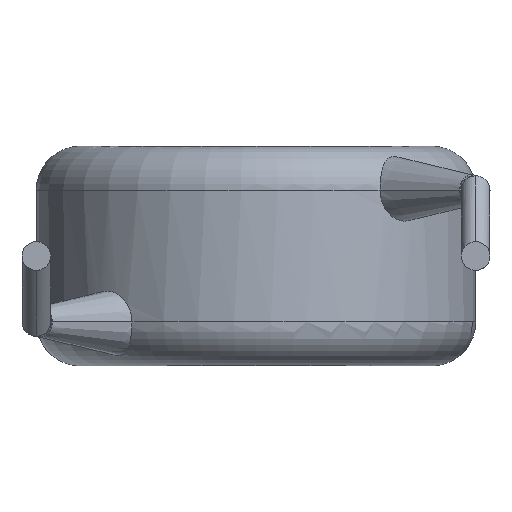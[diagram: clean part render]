
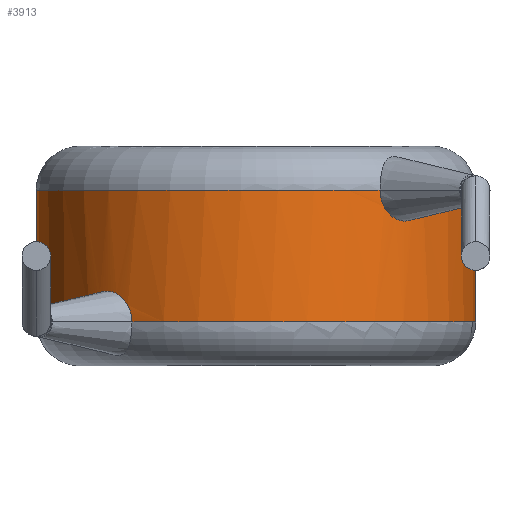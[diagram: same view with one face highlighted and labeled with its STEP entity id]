
A CAD part, front view. The second image highlights one B-rep face of the part: STEP entity #3913.
In plain terms, the highlighted cylindrical face has radius 5 mm (diameter 10 mm), a partial arc.
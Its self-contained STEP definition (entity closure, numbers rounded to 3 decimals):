
#19 = B_SPLINE_CURVE_WITH_KNOTS ( 'NONE', 3,
 ( #809, #1110, #3716, #475, #2757, #3391, #3028, #183, #1424, #795, #1789, #2726, #2091, #3071 ),
 .UNSPECIFIED., .F., .F.,
 ( 4, 2, 2, 2, 2, 2, 4 ),
 ( 0., 0., 0.001, 0.001, 0.001, 0.002, 0.002 ),
 .UNSPECIFIED. ) ;
#65 = DIRECTION ( 'NONE',  ( 0., 0., 1. ) ) ;
#97 = LINE ( 'NONE', #752, #4093 ) ;
#163 = DIRECTION ( 'NONE',  ( 0., 0., -1. ) ) ;
#183 = CARTESIAN_POINT ( 'NONE',  ( -3.45, -3.62, 1.704 ) ) ;
#224 = DIRECTION ( 'NONE',  ( 1., 0., 0. ) ) ;
#234 = CARTESIAN_POINT ( 'NONE',  ( 2.898, -4.074, 3.643 ) ) ;
#407 = ORIENTED_EDGE ( 'NONE', *, *, #1501, .T. ) ;
#431 = EDGE_CURVE ( 'NONE', #474, #2049, #97, .T. ) ;
#474 = VERTEX_POINT ( 'NONE', #2706 ) ;
#475 = CARTESIAN_POINT ( 'NONE',  ( -2.898, -4.074, 1.357 ) ) ;
#515 = CARTESIAN_POINT ( 'NONE',  ( 3.872, -3.163, 4. ) ) ;
#530 = CARTESIAN_POINT ( 'NONE',  ( 2.942, -4.043, 3.565 ) ) ;
#579 = DIRECTION ( 'NONE',  ( 1., 0., 0. ) ) ;
#666 = VERTEX_POINT ( 'NONE', #4162 ) ;
#715 = EDGE_LOOP ( 'NONE', ( #2848, #1304, #3387, #407, #3689, #841, #2083, #2997 ) ) ;
#752 = CARTESIAN_POINT ( 'NONE',  ( -5., 0., 5. ) ) ;
#771 = CARTESIAN_POINT ( 'NONE',  ( -2.823, -4.127, 1. ) ) ;
#795 = CARTESIAN_POINT ( 'NONE',  ( -3.637, -3.432, 1.616 ) ) ;
#809 = CARTESIAN_POINT ( 'NONE',  ( -2.823, -4.127, 1. ) ) ;
#841 = ORIENTED_EDGE ( 'NONE', *, *, #3915, .T. ) ;
#854 = FACE_OUTER_BOUND ( 'NONE', #715, .T. ) ;
#899 = CARTESIAN_POINT ( 'NONE',  ( 5., 0., 4. ) ) ;
#957 = CARTESIAN_POINT ( 'NONE',  ( 5., 0., 5. ) ) ;
#975 = VERTEX_POINT ( 'NONE', #2431 ) ;
#1067 = EDGE_CURVE ( 'NONE', #3176, #975, #2867, .T. ) ;
#1110 = CARTESIAN_POINT ( 'NONE',  ( -2.823, -4.127, 1.094 ) ) ;
#1131 = CARTESIAN_POINT ( 'NONE',  ( 0., 0., 5. ) ) ;
#1177 = CARTESIAN_POINT ( 'NONE',  ( 3.45, -3.62, 3.296 ) ) ;
#1197 = CARTESIAN_POINT ( 'NONE',  ( 3.101, -3.924, 3.371 ) ) ;
#1227 = VECTOR ( 'NONE', #3240, 1000. ) ;
#1304 = ORIENTED_EDGE ( 'NONE', *, *, #3711, .T. ) ;
#1306 = CARTESIAN_POINT ( 'NONE',  ( 0., 0., 1. ) ) ;
#1367 = CIRCLE ( 'NONE', #1826, 5. ) ;
#1402 = AXIS2_PLACEMENT_3D ( 'NONE', #3120, #2477, #224 ) ;
#1424 = CARTESIAN_POINT ( 'NONE',  ( -3.516, -3.556, 1.686 ) ) ;
#1440 = EDGE_CURVE ( 'NONE', #2640, #666, #19, .T. ) ;
#1483 = CARTESIAN_POINT ( 'NONE',  ( 3.872, -3.163, 3.813 ) ) ;
#1499 = CARTESIAN_POINT ( 'NONE',  ( 3.516, -3.556, 3.314 ) ) ;
#1501 = EDGE_CURVE ( 'NONE', #3176, #474, #2217, .T. ) ;
#1560 = CIRCLE ( 'NONE', #3847, 5. ) ;
#1625 = DIRECTION ( 'NONE',  ( 1., 0., 0. ) ) ;
#1726 = DIRECTION ( 'NONE',  ( 1., 0., 0. ) ) ;
#1764 = EDGE_CURVE ( 'NONE', #2640, #3548, #1367, .T. ) ;
#1789 = CARTESIAN_POINT ( 'NONE',  ( -3.69, -3.374, 1.565 ) ) ;
#1826 = AXIS2_PLACEMENT_3D ( 'NONE', #1306, #65, #1625 ) ;
#2049 = VERTEX_POINT ( 'NONE', #3078 ) ;
#2075 = DIRECTION ( 'NONE',  ( 0., 0., -1. ) ) ;
#2083 = ORIENTED_EDGE ( 'NONE', *, *, #1440, .F. ) ;
#2086 = CARTESIAN_POINT ( 'NONE',  ( 2.839, -4.116, 3.814 ) ) ;
#2091 = CARTESIAN_POINT ( 'NONE',  ( -3.872, -3.163, 1.187 ) ) ;
#2130 = CARTESIAN_POINT ( 'NONE',  ( 3.637, -3.432, 3.384 ) ) ;
#2151 = DIRECTION ( 'NONE',  ( 0., 0., -1. ) ) ;
#2217 = CIRCLE ( 'NONE', #4157, 5. ) ;
#2256 = CARTESIAN_POINT ( 'NONE',  ( 2.823, -4.127, 4. ) ) ;
#2312 = CARTESIAN_POINT ( 'NONE',  ( 5., 0., 1. ) ) ;
#2331 = EDGE_CURVE ( 'NONE', #4229, #3548, #2377, .T. ) ;
#2377 = LINE ( 'NONE', #957, #1227 ) ;
#2431 = CARTESIAN_POINT ( 'NONE',  ( 3.872, -3.163, 4. ) ) ;
#2477 = DIRECTION ( 'NONE',  ( 0., 0., -1. ) ) ;
#2640 = VERTEX_POINT ( 'NONE', #771 ) ;
#2706 = CARTESIAN_POINT ( 'NONE',  ( -5., 0., 4. ) ) ;
#2726 = CARTESIAN_POINT ( 'NONE',  ( -3.824, -3.224, 1.369 ) ) ;
#2757 = CARTESIAN_POINT ( 'NONE',  ( -2.942, -4.043, 1.435 ) ) ;
#2816 = CARTESIAN_POINT ( 'NONE',  ( 3.824, -3.224, 3.631 ) ) ;
#2820 = CARTESIAN_POINT ( 'NONE',  ( 0., 0., 4. ) ) ;
#2848 = ORIENTED_EDGE ( 'NONE', *, *, #2331, .F. ) ;
#2867 = B_SPLINE_CURVE_WITH_KNOTS ( 'NONE', 3,
 ( #3052, #4066, #2086, #234, #530, #1197, #3459, #1177, #1499, #2130, #3801, #2816, #1483, #515 ),
 .UNSPECIFIED., .F., .F.,
 ( 4, 2, 2, 2, 2, 2, 4 ),
 ( 0., 0., 0.001, 0.001, 0.001, 0.002, 0.002 ),
 .UNSPECIFIED. ) ;
#2916 = DIRECTION ( 'NONE',  ( 0., 0., 1. ) ) ;
#2997 = ORIENTED_EDGE ( 'NONE', *, *, #1764, .T. ) ;
#3028 = CARTESIAN_POINT ( 'NONE',  ( -3.245, -3.808, 1.704 ) ) ;
#3052 = CARTESIAN_POINT ( 'NONE',  ( 2.823, -4.127, 4. ) ) ;
#3071 = CARTESIAN_POINT ( 'NONE',  ( -3.872, -3.163, 1. ) ) ;
#3078 = CARTESIAN_POINT ( 'NONE',  ( -5., 0., 1. ) ) ;
#3120 = CARTESIAN_POINT ( 'NONE',  ( 0., 0., 4. ) ) ;
#3176 = VERTEX_POINT ( 'NONE', #2256 ) ;
#3240 = DIRECTION ( 'NONE',  ( 0., 0., -1. ) ) ;
#3303 = CIRCLE ( 'NONE', #1402, 5. ) ;
#3387 = ORIENTED_EDGE ( 'NONE', *, *, #1067, .F. ) ;
#3391 = CARTESIAN_POINT ( 'NONE',  ( -3.101, -3.924, 1.629 ) ) ;
#3427 = DIRECTION ( 'NONE',  ( -1., 0., 0. ) ) ;
#3459 = CARTESIAN_POINT ( 'NONE',  ( 3.245, -3.808, 3.296 ) ) ;
#3548 = VERTEX_POINT ( 'NONE', #2312 ) ;
#3689 = ORIENTED_EDGE ( 'NONE', *, *, #431, .T. ) ;
#3711 = EDGE_CURVE ( 'NONE', #4229, #975, #3303, .T. ) ;
#3716 = CARTESIAN_POINT ( 'NONE',  ( -2.839, -4.116, 1.186 ) ) ;
#3801 = CARTESIAN_POINT ( 'NONE',  ( 3.69, -3.374, 3.435 ) ) ;
#3847 = AXIS2_PLACEMENT_3D ( 'NONE', #3987, #2916, #1726 ) ;
#3913 = ADVANCED_FACE ( 'NONE', ( #854 ), #3963, .T. ) ;
#3915 = EDGE_CURVE ( 'NONE', #2049, #666, #1560, .T. ) ;
#3963 = CYLINDRICAL_SURFACE ( 'NONE', #4155, 5. ) ;
#3987 = CARTESIAN_POINT ( 'NONE',  ( 0., 0., 1. ) ) ;
#4066 = CARTESIAN_POINT ( 'NONE',  ( 2.823, -4.127, 3.906 ) ) ;
#4093 = VECTOR ( 'NONE', #2075, 1000. ) ;
#4155 = AXIS2_PLACEMENT_3D ( 'NONE', #1131, #163, #3427 ) ;
#4157 = AXIS2_PLACEMENT_3D ( 'NONE', #2820, #2151, #579 ) ;
#4162 = CARTESIAN_POINT ( 'NONE',  ( -3.872, -3.163, 1. ) ) ;
#4229 = VERTEX_POINT ( 'NONE', #899 ) ;
